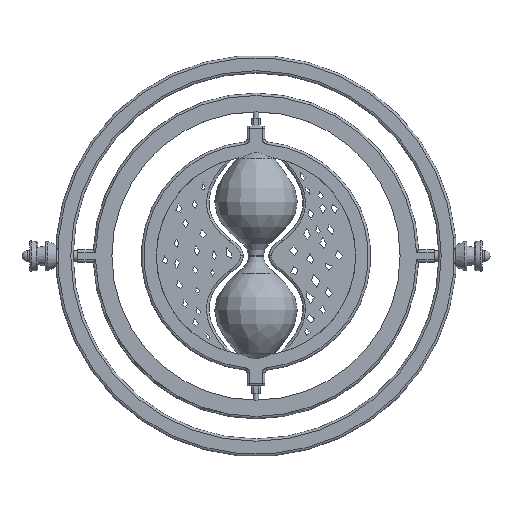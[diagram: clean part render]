
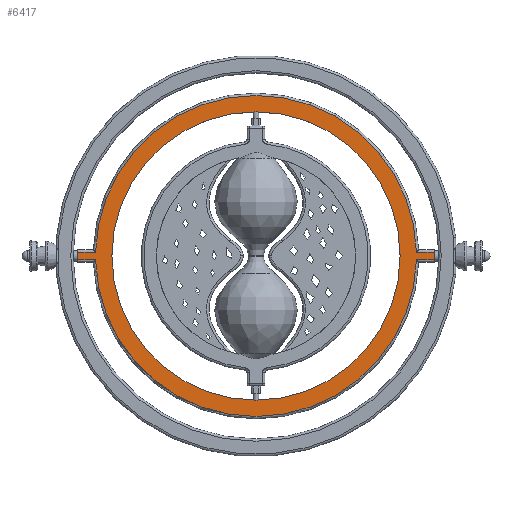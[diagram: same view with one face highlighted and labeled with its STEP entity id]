
A CAD part, top view. The second image highlights one B-rep face of the part: STEP entity #6417.
In plain terms, the highlighted planar face has unit normal (0, 0, 1).
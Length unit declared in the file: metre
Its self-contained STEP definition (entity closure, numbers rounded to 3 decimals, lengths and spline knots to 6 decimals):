
#142=LINE('',#9395,#776);
#143=LINE('',#9400,#777);
#144=LINE('',#9402,#778);
#145=LINE('',#9404,#779);
#146=LINE('',#9408,#780);
#147=LINE('',#9410,#781);
#776=VECTOR('',#7603,1.);
#777=VECTOR('',#7606,1.);
#778=VECTOR('',#7607,1.);
#779=VECTOR('',#7608,1.);
#780=VECTOR('',#7611,1.);
#781=VECTOR('',#7612,1.);
#1390=PLANE('',#6878);
#1657=CIRCLE('',#6869,0.092494);
#1662=CIRCLE('',#6879,0.102996);
#1663=CIRCLE('',#6880,0.102996);
#2027=ORIENTED_EDGE('',*,*,#3761,.T.);
#2028=ORIENTED_EDGE('',*,*,#3762,.T.);
#2029=ORIENTED_EDGE('',*,*,#3763,.T.);
#2030=ORIENTED_EDGE('',*,*,#3764,.F.);
#2031=ORIENTED_EDGE('',*,*,#3765,.T.);
#2032=ORIENTED_EDGE('',*,*,#3766,.T.);
#2033=ORIENTED_EDGE('',*,*,#3767,.T.);
#2034=ORIENTED_EDGE('',*,*,#3768,.F.);
#2035=ORIENTED_EDGE('',*,*,#3745,.F.);
#3745=EDGE_CURVE('',#4634,#4634,#1657,.T.);
#3761=EDGE_CURVE('',#4648,#4649,#142,.T.);
#3762=EDGE_CURVE('',#4649,#4650,#1662,.T.);
#3763=EDGE_CURVE('',#4650,#4651,#143,.F.);
#3764=EDGE_CURVE('',#4652,#4651,#144,.T.);
#3765=EDGE_CURVE('',#4652,#4653,#145,.T.);
#3766=EDGE_CURVE('',#4653,#4654,#1663,.T.);
#3767=EDGE_CURVE('',#4654,#4655,#146,.F.);
#3768=EDGE_CURVE('',#4648,#4655,#147,.T.);
#4634=VERTEX_POINT('',#9351);
#4648=VERTEX_POINT('',#9396);
#4649=VERTEX_POINT('',#9397);
#4650=VERTEX_POINT('',#9399);
#4651=VERTEX_POINT('',#9401);
#4652=VERTEX_POINT('',#9403);
#4653=VERTEX_POINT('',#9405);
#4654=VERTEX_POINT('',#9407);
#4655=VERTEX_POINT('',#9409);
#5363=EDGE_LOOP('',(#2027,#2028,#2029,#2030,#2031,#2032,#2033,#2034));
#5364=EDGE_LOOP('',(#2035));
#5875=FACE_BOUND('',#5363,.T.);
#5876=FACE_BOUND('',#5364,.T.);
#6417=ADVANCED_FACE('',(#5875,#5876),#1390,.T.);
#6869=AXIS2_PLACEMENT_3D('',#9350,#7573,#7574);
#6878=AXIS2_PLACEMENT_3D('',#9394,#7601,#7602);
#6879=AXIS2_PLACEMENT_3D('',#9398,#7604,#7605);
#6880=AXIS2_PLACEMENT_3D('',#9406,#7609,#7610);
#7573=DIRECTION('',(0.,0.,1.));
#7574=DIRECTION('',(1.,0.,0.));
#7601=DIRECTION('',(0.,0.,1.));
#7602=DIRECTION('',(1.,0.,0.));
#7603=DIRECTION('',(1.,0.,0.));
#7604=DIRECTION('',(0.,0.,1.));
#7605=DIRECTION('',(1.,0.,0.));
#7606=DIRECTION('',(-1.,0.,0.));
#7607=DIRECTION('',(0.,-1.,0.));
#7608=DIRECTION('',(-1.,0.,0.));
#7609=DIRECTION('',(0.,0.,1.));
#7610=DIRECTION('',(1.,0.,0.));
#7611=DIRECTION('',(1.,0.,0.));
#7612=DIRECTION('',(0.,1.,0.));
#9350=CARTESIAN_POINT('',(0.,0.,0.005));
#9351=CARTESIAN_POINT('',(0.092494,0.,0.005));
#9394=CARTESIAN_POINT('',(0.,0.,0.005));
#9395=CARTESIAN_POINT('',(0.,-0.002476,0.005));
#9396=CARTESIAN_POINT('',(-0.114421,-0.002476,0.005));
#9397=CARTESIAN_POINT('',(-0.102967,-0.002476,0.005));
#9398=CARTESIAN_POINT('',(0.,0.,0.005));
#9399=CARTESIAN_POINT('',(0.102967,-0.002476,0.005));
#9400=CARTESIAN_POINT('',(0.114421,-0.002476,0.005));
#9401=CARTESIAN_POINT('',(0.114421,-0.002476,0.005));
#9402=CARTESIAN_POINT('',(0.114421,-0.001988,0.005));
#9403=CARTESIAN_POINT('',(0.114421,0.002476,0.005));
#9404=CARTESIAN_POINT('',(0.,0.002476,0.005));
#9405=CARTESIAN_POINT('',(0.102967,0.002476,0.005));
#9406=CARTESIAN_POINT('',(0.,0.,0.005));
#9407=CARTESIAN_POINT('',(-0.102967,0.002476,0.005));
#9408=CARTESIAN_POINT('',(-0.121421,0.002476,0.005));
#9409=CARTESIAN_POINT('',(-0.114421,0.002476,0.005));
#9410=CARTESIAN_POINT('',(-0.114421,0.001988,0.005));
